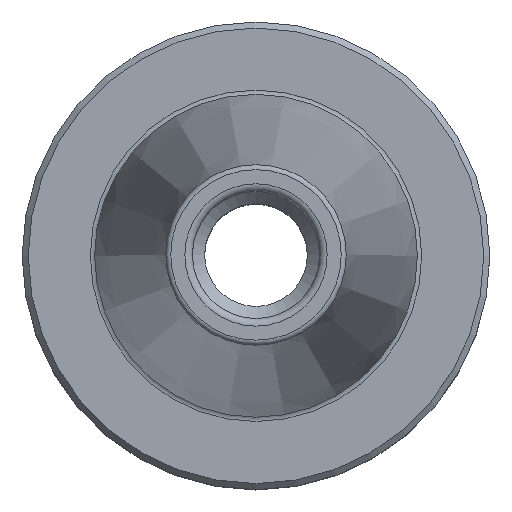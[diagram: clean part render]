
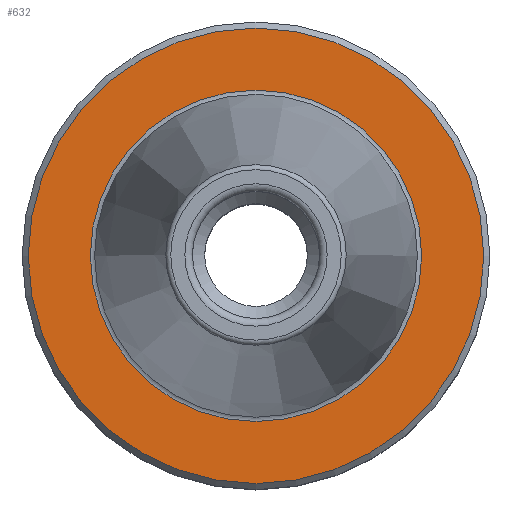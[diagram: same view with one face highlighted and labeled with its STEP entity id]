
A CAD part, top view. The second image highlights one B-rep face of the part: STEP entity #632.
In plain terms, the highlighted planar face has unit normal (0, 0, 1).
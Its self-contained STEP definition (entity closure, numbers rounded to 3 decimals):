
#30=PLANE('',#689);
#72=ORIENTED_EDGE('',*,*,#127,.T.);
#73=ORIENTED_EDGE('',*,*,#131,.F.);
#127=EDGE_CURVE('',#162,#162,#197,.T.);
#131=EDGE_CURVE('',#166,#166,#201,.T.);
#162=VERTEX_POINT('',#909);
#166=VERTEX_POINT('',#921);
#197=CIRCLE('',#682,22.4);
#201=CIRCLE('',#690,16.294);
#247=EDGE_LOOP('',(#72));
#248=EDGE_LOOP('',(#73));
#317=FACE_BOUND('',#247,.T.);
#318=FACE_BOUND('',#248,.T.);
#632=ADVANCED_FACE('',(#317,#318),#30,.T.);
#682=AXIS2_PLACEMENT_3D('',#908,#778,#779);
#689=AXIS2_PLACEMENT_3D('',#919,#792,#793);
#690=AXIS2_PLACEMENT_3D('',#920,#794,#795);
#778=DIRECTION('',(0.,0.,1.));
#779=DIRECTION('',(1.,0.,0.));
#792=DIRECTION('',(0.,0.,1.));
#793=DIRECTION('',(1.,0.,0.));
#794=DIRECTION('',(0.,0.,1.));
#795=DIRECTION('',(1.,0.,0.));
#908=CARTESIAN_POINT('',(0.,0.,-2.));
#909=CARTESIAN_POINT('',(22.4,0.,-2.));
#919=CARTESIAN_POINT('',(16.294,0.,-2.));
#920=CARTESIAN_POINT('',(0.,0.,-2.));
#921=CARTESIAN_POINT('',(16.294,0.,-2.));
